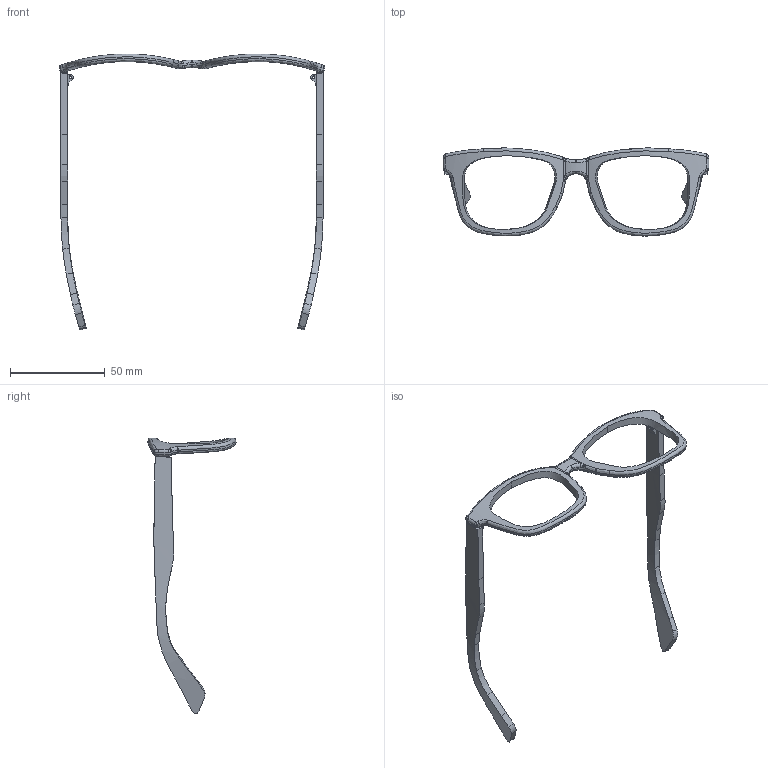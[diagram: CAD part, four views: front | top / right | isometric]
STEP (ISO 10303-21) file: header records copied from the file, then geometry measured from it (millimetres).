
FILE_DESCRIPTION(('CATIA V5 STEP Exchange'),'2;1');
FILE_NAME('Zenni125221.stp','2022-03-19T21:49:10+00:00',('none'),('none'),'CATIA Version 5 Release 20 GA (IN-10)','CATIA V5 STEP AP203','none');
FILE_SCHEMA(('CONFIG_CONTROL_DESIGN'));
Length unit declared in the file: millimetre
Products named in the file (1): Product7
Assembly tree (3 placements, depth 2):
  Product7
    #58
    #12352
    #15587
Bounding box: 140.35 x 46.56 x 145.82 mm (x, y, z)
Volume: 14909.2 mm3; surface area: 12604.2 mm2
Topology: 5 solids, 5 shells, 264 faces, 652 edges, 377 vertices
Faces by surface type: bspline 190, cylinder 26, plane 26, sphere 22
Entity records: 18753 total; most frequent: CARTESIAN_POINT 14207, ORIENTED_EDGE 1248, EDGE_CURVE 624, B_SPLINE_CURVE_WITH_KNOTS 488, VERTEX_POINT 370, DIRECTION 278, EDGE_LOOP 276, ADVANCED_FACE 264
